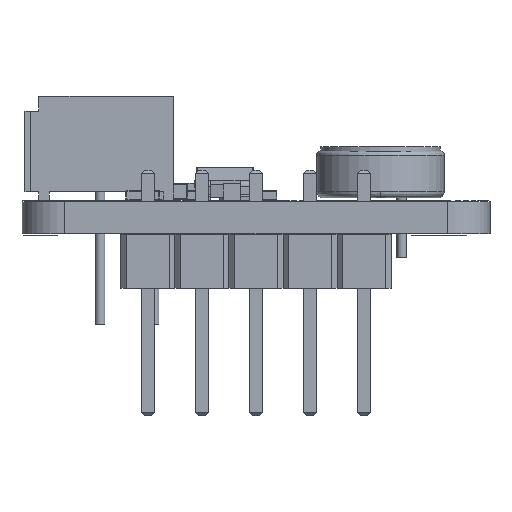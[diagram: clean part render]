
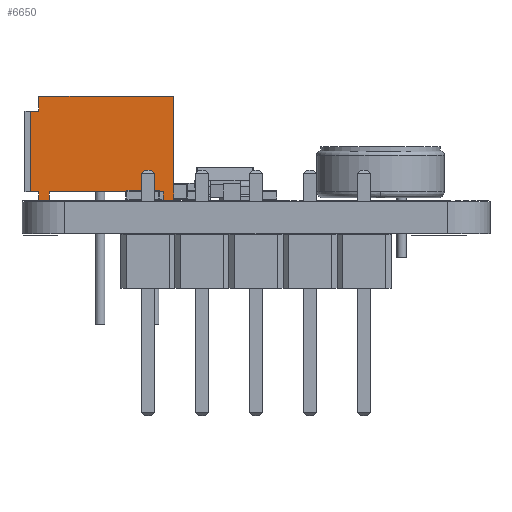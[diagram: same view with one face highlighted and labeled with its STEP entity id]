
A CAD part, front view. The second image highlights one B-rep face of the part: STEP entity #6650.
In plain terms, the highlighted face is planar.
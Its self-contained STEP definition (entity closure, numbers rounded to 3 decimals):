
#5988 = VERTEX_POINT('',#5989);
#5989 = CARTESIAN_POINT('',(3.3,0.38,3.245));
#6005 = VERTEX_POINT('',#6006);
#6006 = CARTESIAN_POINT('',(3.3,0.38,2.845));
#6012 = EDGE_CURVE('',#6005,#5988,#6013,.T.);
#6013 = LINE('',#6014,#6015);
#6014 = CARTESIAN_POINT('',(3.3,0.38,3.495));
#6015 = VECTOR('',#6016,1.);
#6016 = DIRECTION('',(-0.,-0.,1.));
#6029 = VERTEX_POINT('',#6030);
#6030 = CARTESIAN_POINT('',(3.3,0.38,2.345));
#6079 = VERTEX_POINT('',#6080);
#6080 = CARTESIAN_POINT('',(3.3,0.38,-2.995));
#6086 = EDGE_CURVE('',#6079,#6029,#6087,.T.);
#6087 = LINE('',#6088,#6089);
#6088 = CARTESIAN_POINT('',(3.3,0.38,2.345));
#6089 = VECTOR('',#6090,1.);
#6090 = DIRECTION('',(-0.,-0.,1.));
#6349 = VERTEX_POINT('',#6350);
#6350 = CARTESIAN_POINT('',(3.3,0.,2.845));
#6365 = VERTEX_POINT('',#6366);
#6366 = CARTESIAN_POINT('',(3.3,0.,2.345));
#6372 = EDGE_CURVE('',#6365,#6349,#6373,.T.);
#6373 = LINE('',#6374,#6375);
#6374 = CARTESIAN_POINT('',(3.3,0.,-3.495));
#6375 = VECTOR('',#6376,1.);
#6376 = DIRECTION('',(0.,-0.,1.));
#6389 = VERTEX_POINT('',#6390);
#6390 = CARTESIAN_POINT('',(3.3,0.,-2.995));
#6405 = VERTEX_POINT('',#6406);
#6406 = CARTESIAN_POINT('',(3.3,0.,-3.495));
#6412 = EDGE_CURVE('',#6405,#6389,#6413,.T.);
#6413 = LINE('',#6414,#6415);
#6414 = CARTESIAN_POINT('',(3.3,0.,-3.495));
#6415 = VECTOR('',#6416,1.);
#6416 = DIRECTION('',(0.,-0.,1.));
#6434 = EDGE_CURVE('',#6349,#6005,#6435,.T.);
#6435 = LINE('',#6436,#6437);
#6436 = CARTESIAN_POINT('',(3.3,0.,2.845));
#6437 = VECTOR('',#6438,1.);
#6438 = DIRECTION('',(0.,1.,0.));
#6456 = EDGE_CURVE('',#6029,#6365,#6457,.T.);
#6457 = LINE('',#6458,#6459);
#6458 = CARTESIAN_POINT('',(3.3,0.38,2.345));
#6459 = VECTOR('',#6460,1.);
#6460 = DIRECTION('',(0.,-1.,0.));
#6478 = EDGE_CURVE('',#6389,#6079,#6479,.T.);
#6479 = LINE('',#6480,#6481);
#6480 = CARTESIAN_POINT('',(3.3,0.38,-2.995));
#6481 = VECTOR('',#6482,1.);
#6482 = DIRECTION('',(-0.,1.,0.));
#6632 = VERTEX_POINT('',#6633);
#6633 = CARTESIAN_POINT('',(3.3,4.88,-3.495));
#6639 = EDGE_CURVE('',#6405,#6632,#6640,.T.);
#6640 = LINE('',#6641,#6642);
#6641 = CARTESIAN_POINT('',(3.3,-9.614,-3.495));
#6642 = VECTOR('',#6643,1.);
#6643 = DIRECTION('',(0.,1.,0.));
#6650 = ADVANCED_FACE('',(#6651),#6691,.T.);
#6651 = FACE_BOUND('',#6652,.T.);
#6652 = EDGE_LOOP('',(#6653,#6663,#6671,#6677,#6678,#6679,#6680,#6681,
    #6682,#6683,#6684,#6685));
#6653 = ORIENTED_EDGE('',*,*,#6654,.F.);
#6654 = EDGE_CURVE('',#6655,#6657,#6659,.T.);
#6655 = VERTEX_POINT('',#6656);
#6656 = CARTESIAN_POINT('',(3.3,4.18,2.845));
#6657 = VERTEX_POINT('',#6658);
#6658 = CARTESIAN_POINT('',(3.3,4.88,2.845));
#6659 = LINE('',#6660,#6661);
#6660 = CARTESIAN_POINT('',(3.3,4.88,2.845));
#6661 = VECTOR('',#6662,1.);
#6662 = DIRECTION('',(-0.,1.,-0.));
#6663 = ORIENTED_EDGE('',*,*,#6664,.F.);
#6664 = EDGE_CURVE('',#6665,#6655,#6667,.T.);
#6665 = VERTEX_POINT('',#6666);
#6666 = CARTESIAN_POINT('',(3.3,4.18,3.245));
#6667 = LINE('',#6668,#6669);
#6668 = CARTESIAN_POINT('',(3.3,4.18,3.495));
#6669 = VECTOR('',#6670,1.);
#6670 = DIRECTION('',(0.,0.,-1.));
#6671 = ORIENTED_EDGE('',*,*,#6672,.F.);
#6672 = EDGE_CURVE('',#5988,#6665,#6673,.T.);
#6673 = LINE('',#6674,#6675);
#6674 = CARTESIAN_POINT('',(3.3,-9.614,3.245));
#6675 = VECTOR('',#6676,1.);
#6676 = DIRECTION('',(0.,1.,0.));
#6677 = ORIENTED_EDGE('',*,*,#6012,.F.);
#6678 = ORIENTED_EDGE('',*,*,#6434,.F.);
#6679 = ORIENTED_EDGE('',*,*,#6372,.F.);
#6680 = ORIENTED_EDGE('',*,*,#6456,.F.);
#6681 = ORIENTED_EDGE('',*,*,#6086,.F.);
#6682 = ORIENTED_EDGE('',*,*,#6478,.F.);
#6683 = ORIENTED_EDGE('',*,*,#6412,.F.);
#6684 = ORIENTED_EDGE('',*,*,#6639,.T.);
#6685 = ORIENTED_EDGE('',*,*,#6686,.F.);
#6686 = EDGE_CURVE('',#6657,#6632,#6687,.T.);
#6687 = LINE('',#6688,#6689);
#6688 = CARTESIAN_POINT('',(3.3,4.88,-3.495));
#6689 = VECTOR('',#6690,1.);
#6690 = DIRECTION('',(0.,-0.,-1.));
#6691 = PLANE('',#6692);
#6692 = AXIS2_PLACEMENT_3D('',#6693,#6694,#6695);
#6693 = CARTESIAN_POINT('',(3.3,-9.614,-3.495));
#6694 = DIRECTION('',(1.,0.,0.));
#6695 = DIRECTION('',(0.,0.,-1.));
